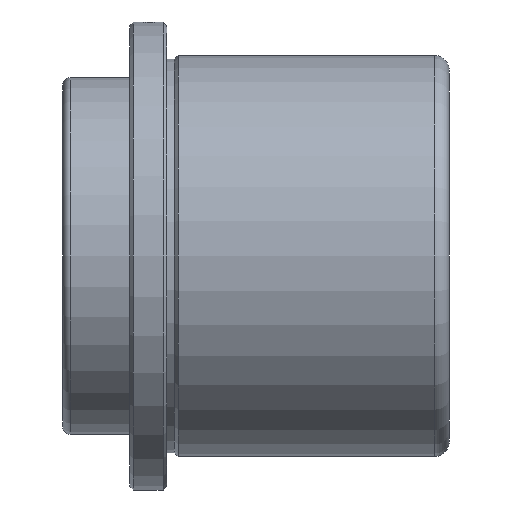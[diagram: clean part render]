
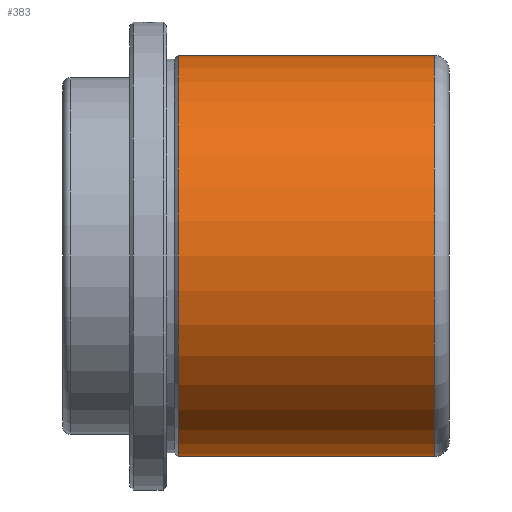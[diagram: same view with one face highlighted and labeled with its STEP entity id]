
A CAD part, left-side view. The second image highlights one B-rep face of the part: STEP entity #383.
In plain terms, the highlighted cylindrical face has radius 27 mm (diameter 54 mm), a partial arc.
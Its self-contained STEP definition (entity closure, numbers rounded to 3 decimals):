
#22 = CARTESIAN_POINT ( 'NONE',  ( 0., 22.252, 0. ) ) ;
#97 = CARTESIAN_POINT ( 'NONE',  ( 0., -12.248, 27. ) ) ;
#383 = ADVANCED_FACE ( 'NONE', ( #1580 ), #485, .T. ) ;
#472 = LINE ( 'NONE', #2434, #3422 ) ;
#485 = CYLINDRICAL_SURFACE ( 'NONE', #5614, 27. ) ;
#674 = DIRECTION ( 'NONE',  ( 0., 1., 0. ) ) ;
#941 = DIRECTION ( 'NONE',  ( 0., 1., 0. ) ) ;
#1070 = CARTESIAN_POINT ( 'NONE',  ( 0., 0., -27. ) ) ;
#1580 = FACE_OUTER_BOUND ( 'NONE', #1660, .T. ) ;
#1660 = EDGE_LOOP ( 'NONE', ( #4754, #2502, #5884, #4887 ) ) ;
#1731 = VERTEX_POINT ( 'NONE', #97 ) ;
#1758 = CARTESIAN_POINT ( 'NONE',  ( 0., -12.248, 0. ) ) ;
#1798 = DIRECTION ( 'NONE',  ( 0., 1., 0. ) ) ;
#2222 = CARTESIAN_POINT ( 'NONE',  ( 0., 0., 0. ) ) ;
#2434 = CARTESIAN_POINT ( 'NONE',  ( 0., 0., 27. ) ) ;
#2502 = ORIENTED_EDGE ( 'NONE', *, *, #5217, .T. ) ;
#2684 = CARTESIAN_POINT ( 'NONE',  ( 0., -12.248, -27. ) ) ;
#2970 = VERTEX_POINT ( 'NONE', #3817 ) ;
#3219 = VERTEX_POINT ( 'NONE', #5028 ) ;
#3277 = LINE ( 'NONE', #1070, #5653 ) ;
#3422 = VECTOR ( 'NONE', #5204, 1000. ) ;
#3563 = EDGE_CURVE ( 'NONE', #4972, #2970, #3277, .T. ) ;
#3817 = CARTESIAN_POINT ( 'NONE',  ( 0., 22.252, -27. ) ) ;
#3943 = AXIS2_PLACEMENT_3D ( 'NONE', #1758, #1798, #5437 ) ;
#4032 = EDGE_CURVE ( 'NONE', #1731, #3219, #472, .T. ) ;
#4120 = DIRECTION ( 'NONE',  ( 0., 1., 0. ) ) ;
#4139 = CIRCLE ( 'NONE', #4564, 27. ) ;
#4172 = DIRECTION ( 'NONE',  ( 0., 0., 1. ) ) ;
#4564 = AXIS2_PLACEMENT_3D ( 'NONE', #22, #941, #4172 ) ;
#4754 = ORIENTED_EDGE ( 'NONE', *, *, #3563, .F. ) ;
#4887 = ORIENTED_EDGE ( 'NONE', *, *, #5862, .F. ) ;
#4972 = VERTEX_POINT ( 'NONE', #2684 ) ;
#4992 = DIRECTION ( 'NONE',  ( 0., 0., 1. ) ) ;
#5028 = CARTESIAN_POINT ( 'NONE',  ( 0., 22.252, 27. ) ) ;
#5204 = DIRECTION ( 'NONE',  ( 0., 1., 0. ) ) ;
#5217 = EDGE_CURVE ( 'NONE', #4972, #1731, #5646, .T. ) ;
#5437 = DIRECTION ( 'NONE',  ( 0., 0., 1. ) ) ;
#5614 = AXIS2_PLACEMENT_3D ( 'NONE', #2222, #4120, #4992 ) ;
#5646 = CIRCLE ( 'NONE', #3943, 27. ) ;
#5653 = VECTOR ( 'NONE', #674, 1000. ) ;
#5862 = EDGE_CURVE ( 'NONE', #2970, #3219, #4139, .T. ) ;
#5884 = ORIENTED_EDGE ( 'NONE', *, *, #4032, .T. ) ;
